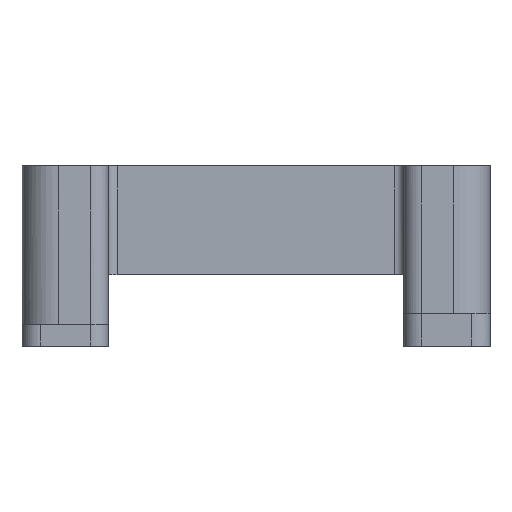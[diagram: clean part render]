
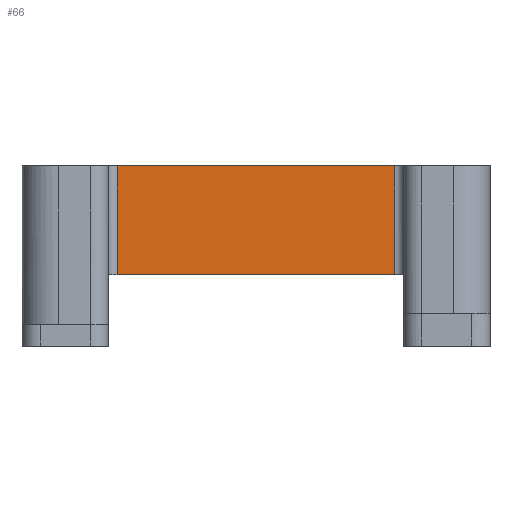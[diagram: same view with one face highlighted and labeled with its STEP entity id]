
A CAD part, left-side view. The second image highlights one B-rep face of the part: STEP entity #66.
In plain terms, the highlighted planar face has unit normal (-1, 0, 0).
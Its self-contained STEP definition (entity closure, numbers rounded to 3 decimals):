
#66=ADVANCED_FACE('',(#157),#1589,.T.);
#157=FACE_OUTER_BOUND('',#254,.T.);
#254=EDGE_LOOP('',(#559,#560,#561,#562));
#559=ORIENTED_EDGE('',*,*,#972,.T.);
#560=ORIENTED_EDGE('',*,*,#832,.F.);
#561=ORIENTED_EDGE('',*,*,#968,.T.);
#562=ORIENTED_EDGE('',*,*,#825,.F.);
#825=EDGE_CURVE('',#1348,#1349,#1176,.T.);
#832=EDGE_CURVE('',#1361,#1354,#1183,.T.);
#968=EDGE_CURVE('',#1361,#1349,#1281,.T.);
#972=EDGE_CURVE('',#1348,#1354,#1283,.T.);
#1176=B_SPLINE_CURVE_WITH_KNOTS('',1,(#2149,#2150),.UNSPECIFIED.,.F.,.F.,
(2,2),(0.,15.374),.UNSPECIFIED.);
#1183=B_SPLINE_CURVE_WITH_KNOTS('',1,(#2170,#2171),.UNSPECIFIED.,.F.,.F.,
(2,2),(0.,15.374),.UNSPECIFIED.);
#1281=B_SPLINE_CURVE_WITH_KNOTS('',1,(#2484,#2485),.UNSPECIFIED.,.F.,.F.,
(2,2),(-6.033,0.),.UNSPECIFIED.);
#1283=B_SPLINE_CURVE_WITH_KNOTS('',1,(#2494,#2495),.UNSPECIFIED.,.F.,.F.,
(2,2),(-6.033,0.),.UNSPECIFIED.);
#1348=VERTEX_POINT('',#1978);
#1349=VERTEX_POINT('',#1979);
#1354=VERTEX_POINT('',#1984);
#1361=VERTEX_POINT('',#1991);
#1589=PLANE('',#1742);
#1742=AXIS2_PLACEMENT_3D('',#1930,#1836,$);
#1836=DIRECTION('',(-1.,0.,0.));
#1930=CARTESIAN_POINT('',(-16.999,9.953,5.567));
#1978=CARTESIAN_POINT('',(-16.999,9.953,11.6));
#1979=CARTESIAN_POINT('',(-16.999,-5.42,11.6));
#1984=CARTESIAN_POINT('',(-16.999,9.953,5.567));
#1991=CARTESIAN_POINT('',(-16.999,-5.42,5.567));
#2149=CARTESIAN_POINT('',(-16.999,9.953,11.6));
#2150=CARTESIAN_POINT('',(-16.999,-5.42,11.6));
#2170=CARTESIAN_POINT('',(-16.999,-5.42,5.567));
#2171=CARTESIAN_POINT('',(-16.999,9.953,5.567));
#2484=CARTESIAN_POINT('',(-16.999,-5.42,5.567));
#2485=CARTESIAN_POINT('',(-16.999,-5.42,11.6));
#2494=CARTESIAN_POINT('',(-16.999,9.953,11.6));
#2495=CARTESIAN_POINT('',(-16.999,9.953,5.567));
